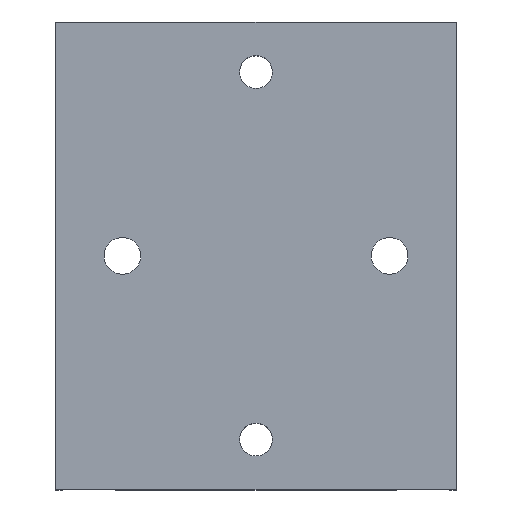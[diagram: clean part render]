
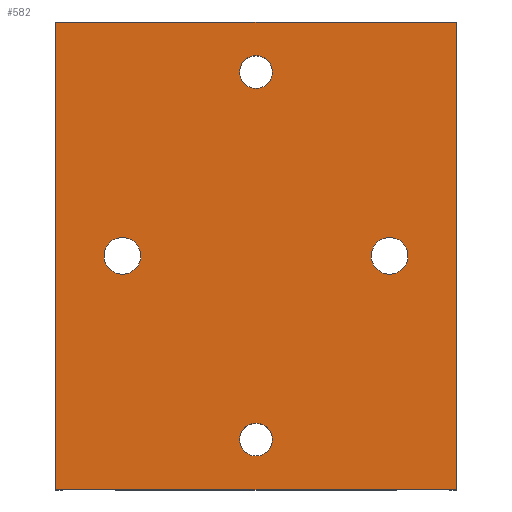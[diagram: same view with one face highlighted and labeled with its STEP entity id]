
A CAD part, top view. The second image highlights one B-rep face of the part: STEP entity #582.
In plain terms, the highlighted planar face has unit normal (0, 0, 1).
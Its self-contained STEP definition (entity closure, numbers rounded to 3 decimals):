
#582=ADVANCED_FACE('',(#1247,#1248,#1249,#1250,#1251),#1252,.T.);
#1247=FACE_BOUND('',#1972,.T.);
#1248=FACE_BOUND('',#1973,.T.);
#1249=FACE_BOUND('',#1974,.T.);
#1250=FACE_BOUND('',#1975,.T.);
#1251=FACE_OUTER_BOUND('',#1976,.T.);
#1252=PLANE('',#1977);
#1972=EDGE_LOOP('',(#3533,#3534));
#1973=EDGE_LOOP('',(#3535,#3536));
#1974=EDGE_LOOP('',(#3537,#3538));
#1975=EDGE_LOOP('',(#3539,#3540));
#1976=EDGE_LOOP('',(#3541,#3542,#3543,#3544));
#1977=AXIS2_PLACEMENT_3D('',#3545,#3546,#3547);
#3533=ORIENTED_EDGE('',*,*,#4467,.T.);
#3534=ORIENTED_EDGE('',*,*,#4585,.T.);
#3535=ORIENTED_EDGE('',*,*,#4457,.T.);
#3536=ORIENTED_EDGE('',*,*,#4592,.T.);
#3537=ORIENTED_EDGE('',*,*,#4447,.T.);
#3538=ORIENTED_EDGE('',*,*,#4599,.T.);
#3539=ORIENTED_EDGE('',*,*,#4437,.T.);
#3540=ORIENTED_EDGE('',*,*,#4606,.T.);
#3541=ORIENTED_EDGE('',*,*,#4707,.T.);
#3542=ORIENTED_EDGE('',*,*,#4674,.T.);
#3543=ORIENTED_EDGE('',*,*,#4704,.T.);
#3544=ORIENTED_EDGE('',*,*,#4648,.T.);
#3545=CARTESIAN_POINT('',(0.0,0.0,0.0));
#3546=DIRECTION('',(0.0,0.0,1.0));
#3547=DIRECTION('',(1.0,0.0,0.0));
#4437=EDGE_CURVE('',#5322,#5326,#5328,.T.);
#4447=EDGE_CURVE('',#5340,#5344,#5346,.T.);
#4457=EDGE_CURVE('',#5358,#5362,#5364,.T.);
#4467=EDGE_CURVE('',#5376,#5380,#5382,.T.);
#4585=EDGE_CURVE('',#5380,#5376,#5552,.T.);
#4592=EDGE_CURVE('',#5362,#5358,#5559,.T.);
#4599=EDGE_CURVE('',#5344,#5340,#5566,.T.);
#4606=EDGE_CURVE('',#5326,#5322,#5573,.T.);
#4648=EDGE_CURVE('',#5636,#5634,#5637,.T.);
#4674=EDGE_CURVE('',#5682,#5680,#5683,.T.);
#4704=EDGE_CURVE('',#5680,#5636,#5719,.T.);
#4707=EDGE_CURVE('',#5634,#5682,#5722,.T.);
#5322=VERTEX_POINT('',#6787);
#5326=VERTEX_POINT('',#6792);
#5328=CIRCLE('',#6795,2.75);
#5340=VERTEX_POINT('',#6809);
#5344=VERTEX_POINT('',#6814);
#5346=CIRCLE('',#6817,2.75);
#5358=VERTEX_POINT('',#6831);
#5362=VERTEX_POINT('',#6836);
#5364=CIRCLE('',#6839,2.459);
#5376=VERTEX_POINT('',#6853);
#5380=VERTEX_POINT('',#6858);
#5382=CIRCLE('',#6861,2.459);
#5552=CIRCLE('',#7063,2.459);
#5559=CIRCLE('',#7070,2.459);
#5566=CIRCLE('',#7077,2.75);
#5573=CIRCLE('',#7084,2.75);
#5634=VERTEX_POINT('',#7171);
#5636=VERTEX_POINT('',#7174);
#5637=LINE('',#7175,#7176);
#5680=VERTEX_POINT('',#7240);
#5682=VERTEX_POINT('',#7243);
#5683=LINE('',#7244,#7245);
#5719=LINE('',#7299,#7300);
#5722=LINE('',#7304,#7305);
#6787=CARTESIAN_POINT('',(22.75,0.0,0.0));
#6792=CARTESIAN_POINT('',(17.25,0.,0.0));
#6795=AXIS2_PLACEMENT_3D('',#8288,#8289,#8290);
#6809=CARTESIAN_POINT('',(-17.25,0.0,0.0));
#6814=CARTESIAN_POINT('',(-22.75,0.,0.0));
#6817=AXIS2_PLACEMENT_3D('',#8304,#8305,#8306);
#6831=CARTESIAN_POINT('',(2.459,27.5,0.0));
#6836=CARTESIAN_POINT('',(-2.459,27.5,0.0));
#6839=AXIS2_PLACEMENT_3D('',#8320,#8321,#8322);
#6853=CARTESIAN_POINT('',(2.459,-27.5,0.0));
#6858=CARTESIAN_POINT('',(-2.459,-27.5,0.0));
#6861=AXIS2_PLACEMENT_3D('',#8336,#8337,#8338);
#7063=AXIS2_PLACEMENT_3D('',#8515,#8516,#8517);
#7070=AXIS2_PLACEMENT_3D('',#8527,#8528,#8529);
#7077=AXIS2_PLACEMENT_3D('',#8539,#8540,#8541);
#7084=AXIS2_PLACEMENT_3D('',#8551,#8552,#8553);
#7171=CARTESIAN_POINT('',(30.0,-35.0,0.0));
#7174=CARTESIAN_POINT('',(-30.0,-35.0,0.0));
#7175=CARTESIAN_POINT('',(0.0,-35.0,0.0));
#7176=VECTOR('',#8590,1.0);
#7240=CARTESIAN_POINT('',(-30.0,35.0,0.0));
#7243=CARTESIAN_POINT('',(30.0,35.0,0.0));
#7244=CARTESIAN_POINT('',(0.0,35.0,0.0));
#7245=VECTOR('',#8613,1.0);
#7299=CARTESIAN_POINT('',(-30.0,0.0,0.0));
#7300=VECTOR('',#8632,1.0);
#7304=CARTESIAN_POINT('',(30.0,0.0,0.0));
#7305=VECTOR('',#8634,1.0);
#8288=CARTESIAN_POINT('',(20.0,0.0,0.0));
#8289=DIRECTION('',(0.0,0.0,-1.0));
#8290=DIRECTION('',(1.0,0.0,0.0));
#8304=CARTESIAN_POINT('',(-20.0,0.0,0.0));
#8305=DIRECTION('',(0.0,0.0,-1.0));
#8306=DIRECTION('',(1.0,0.0,0.0));
#8320=CARTESIAN_POINT('',(0.0,27.5,0.0));
#8321=DIRECTION('',(0.0,0.0,-1.0));
#8322=DIRECTION('',(1.0,0.0,0.0));
#8336=CARTESIAN_POINT('',(0.0,-27.5,0.0));
#8337=DIRECTION('',(0.0,0.0,-1.0));
#8338=DIRECTION('',(1.0,0.0,0.0));
#8515=CARTESIAN_POINT('',(0.0,-27.5,0.0));
#8516=DIRECTION('',(0.0,0.0,-1.0));
#8517=DIRECTION('',(1.0,0.0,0.0));
#8527=CARTESIAN_POINT('',(0.0,27.5,0.0));
#8528=DIRECTION('',(0.0,0.0,-1.0));
#8529=DIRECTION('',(1.0,0.0,0.0));
#8539=CARTESIAN_POINT('',(-20.0,0.0,0.0));
#8540=DIRECTION('',(0.0,0.0,-1.0));
#8541=DIRECTION('',(1.0,0.0,0.0));
#8551=CARTESIAN_POINT('',(20.0,0.0,0.0));
#8552=DIRECTION('',(0.0,0.0,-1.0));
#8553=DIRECTION('',(1.0,0.0,0.0));
#8590=DIRECTION('',(1.0,0.0,0.0));
#8613=DIRECTION('',(-1.0,0.0,0.0));
#8632=DIRECTION('',(0.0,-1.0,0.0));
#8634=DIRECTION('',(0.0,1.0,0.0));
